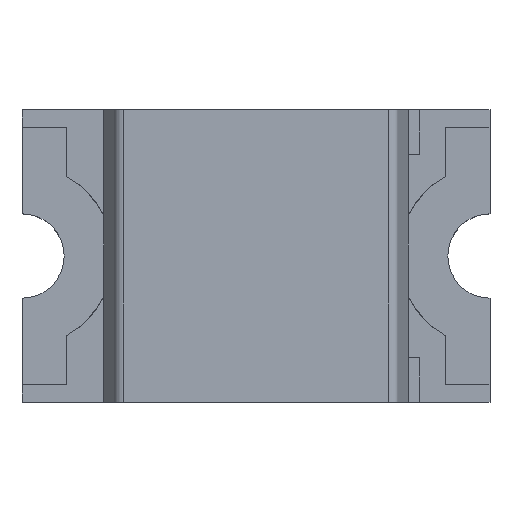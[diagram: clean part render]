
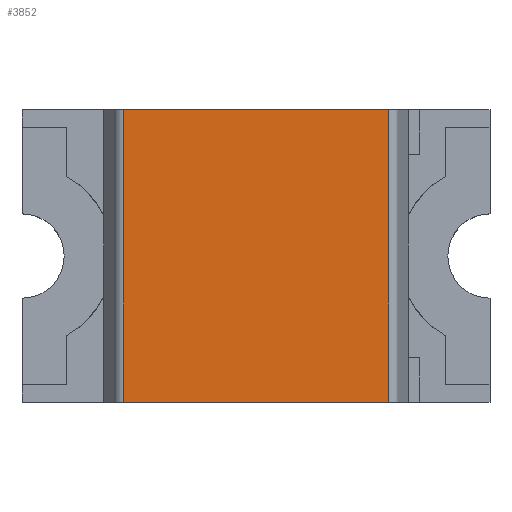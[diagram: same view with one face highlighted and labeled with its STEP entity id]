
A CAD part, top view. The second image highlights one B-rep face of the part: STEP entity #3852.
In plain terms, the highlighted planar face has unit normal (0, 0, 1).
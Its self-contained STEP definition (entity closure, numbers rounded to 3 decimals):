
#273 = CARTESIAN_POINT ( 'NONE',  ( -0.65, -0.625, 0.4 ) ) ;
#322 = LINE ( 'NONE', #3310, #3942 ) ;
#354 = DIRECTION ( 'NONE',  ( 0., 1., 0. ) ) ;
#717 = VERTEX_POINT ( 'NONE', #3169 ) ;
#760 = ORIENTED_EDGE ( 'NONE', *, *, #2716, .T. ) ;
#813 = VECTOR ( 'NONE', #3103, 1000. ) ;
#922 = LINE ( 'NONE', #3213, #2163 ) ;
#1002 = CARTESIAN_POINT ( 'NONE',  ( -0.567, 0.625, 0.4 ) ) ;
#1196 = VERTEX_POINT ( 'NONE', #3693 ) ;
#1203 = EDGE_LOOP ( 'NONE', ( #2044, #1381, #760, #3104 ) ) ;
#1381 = ORIENTED_EDGE ( 'NONE', *, *, #3678, .T. ) ;
#1825 = CARTESIAN_POINT ( 'NONE',  ( -0.65, 0.625, 0.4 ) ) ;
#2044 = ORIENTED_EDGE ( 'NONE', *, *, #3336, .T. ) ;
#2163 = VECTOR ( 'NONE', #354, 1000. ) ;
#2181 = CARTESIAN_POINT ( 'NONE',  ( 0., 0., 0.4 ) ) ;
#2332 = AXIS2_PLACEMENT_3D ( 'NONE', #2181, #3646, #3293 ) ;
#2346 = LINE ( 'NONE', #273, #813 ) ;
#2555 = PLANE ( 'NONE',  #2332 ) ;
#2716 = EDGE_CURVE ( 'NONE', #717, #3100, #3374, .T. ) ;
#3100 = VERTEX_POINT ( 'NONE', #1002 ) ;
#3103 = DIRECTION ( 'NONE',  ( 1., 0., 0. ) ) ;
#3104 = ORIENTED_EDGE ( 'NONE', *, *, #3414, .T. ) ;
#3169 = CARTESIAN_POINT ( 'NONE',  ( 0.567, 0.625, 0.4 ) ) ;
#3213 = CARTESIAN_POINT ( 'NONE',  ( 0.567, 0., 0.4 ) ) ;
#3293 = DIRECTION ( 'NONE',  ( -1., 0., 0. ) ) ;
#3310 = CARTESIAN_POINT ( 'NONE',  ( -0.567, 0., 0.4 ) ) ;
#3336 = EDGE_CURVE ( 'NONE', #4115, #1196, #2346, .T. ) ;
#3374 = LINE ( 'NONE', #1825, #4309 ) ;
#3414 = EDGE_CURVE ( 'NONE', #3100, #4115, #322, .T. ) ;
#3523 = CARTESIAN_POINT ( 'NONE',  ( -0.567, -0.625, 0.4 ) ) ;
#3646 = DIRECTION ( 'NONE',  ( 0., 0., -1. ) ) ;
#3678 = EDGE_CURVE ( 'NONE', #1196, #717, #922, .T. ) ;
#3693 = CARTESIAN_POINT ( 'NONE',  ( 0.567, -0.625, 0.4 ) ) ;
#3852 = ADVANCED_FACE ( 'NONE', ( #3930 ), #2555, .F. ) ;
#3930 = FACE_OUTER_BOUND ( 'NONE', #1203, .T. ) ;
#3942 = VECTOR ( 'NONE', #4451, 1000. ) ;
#4023 = DIRECTION ( 'NONE',  ( -1., 0., 0. ) ) ;
#4115 = VERTEX_POINT ( 'NONE', #3523 ) ;
#4309 = VECTOR ( 'NONE', #4023, 1000. ) ;
#4451 = DIRECTION ( 'NONE',  ( 0., -1., 0. ) ) ;
